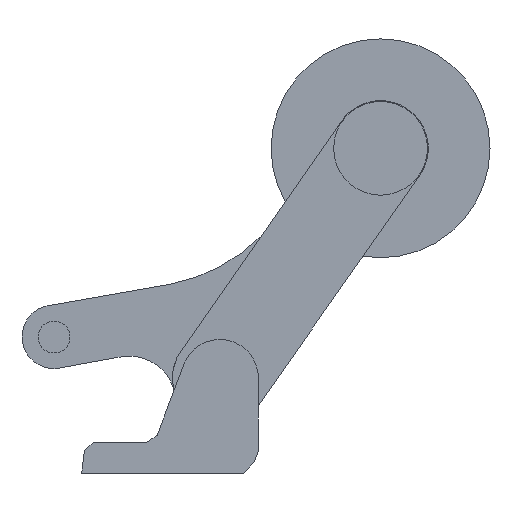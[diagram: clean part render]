
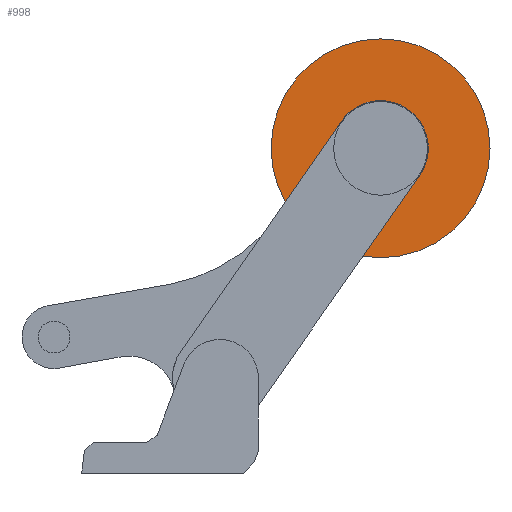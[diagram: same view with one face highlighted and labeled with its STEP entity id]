
A CAD part, front view. The second image highlights one B-rep face of the part: STEP entity #998.
In plain terms, the highlighted planar face has unit normal (0, -1, 0).
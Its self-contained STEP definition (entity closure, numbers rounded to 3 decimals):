
#918=CARTESIAN_POINT('',(15.753,-2.25,20.778));
#919=VERTEX_POINT('',#918);
#928=CARTESIAN_POINT('',(1.753,-2.25,20.778));
#929=VERTEX_POINT('',#928);
#930=CARTESIAN_POINT('',(8.753,-2.25,20.778));
#931=DIRECTION('',(0.0,-1.0,0.0));
#932=DIRECTION('',(1.0,0.0,0.0));
#933=AXIS2_PLACEMENT_3D('',#930,#931,#932);
#934=CIRCLE('',#933,7.0);
#935=EDGE_CURVE('',#929,#919,#934,.T.);
#969=CARTESIAN_POINT('',(8.753,-2.25,20.778));
#970=DIRECTION('',(0.0,-1.0,0.0));
#971=DIRECTION('',(1.0,0.0,0.0));
#972=AXIS2_PLACEMENT_3D('',#969,#970,#971);
#973=CIRCLE('',#972,7.0);
#974=EDGE_CURVE('',#919,#929,#973,.T.);
#989=CARTESIAN_POINT('',(8.753,-2.25,20.778));
#990=DIRECTION('',(0.0,-1.0,0.0));
#991=DIRECTION('',(1.0,0.0,0.0));
#992=AXIS2_PLACEMENT_3D('',#989,#990,#991);
#993=PLANE('',#992);
#994=ORIENTED_EDGE('',*,*,#974,.T.);
#995=ORIENTED_EDGE('',*,*,#935,.T.);
#996=EDGE_LOOP('',(#994,#995));
#997=FACE_OUTER_BOUND('',#996,.T.);
#998=ADVANCED_FACE('',(#997),#993,.T.);
